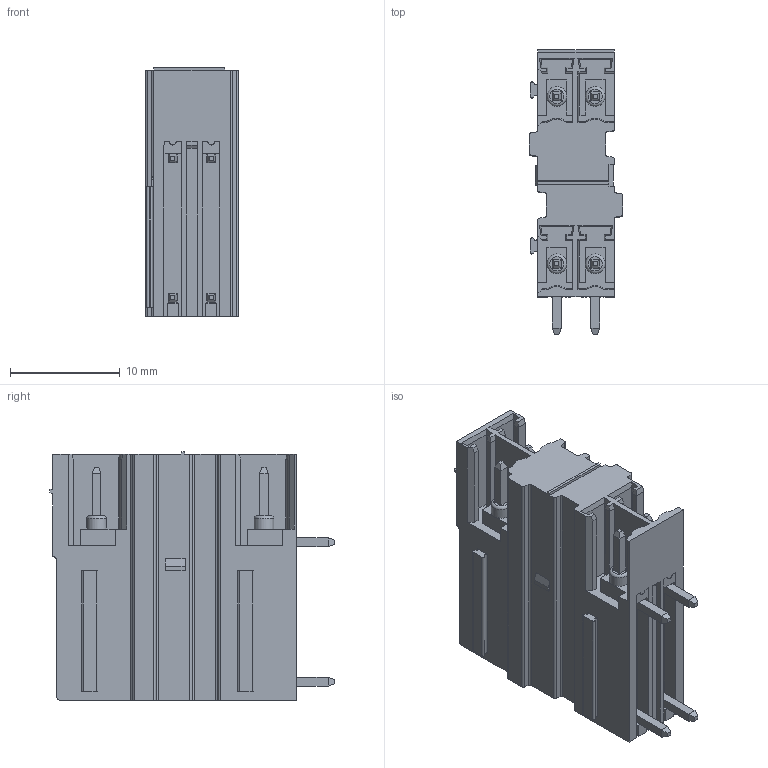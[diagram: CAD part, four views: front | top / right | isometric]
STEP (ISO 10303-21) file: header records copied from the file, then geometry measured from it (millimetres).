
FILE_DESCRIPTION(('STEP AP214'),'1');
FILE_NAME('PDV02-3,5-H-M.stp','2020-06-26T14:04:30',(' '),(' '),'Spatial InterOp 3D',' ',' ');
FILE_SCHEMA(('automotive_design'));
Length unit declared in the file: metre
Products named in the file (1): 1
Bounding box: 8.5 x 25.9 x 22.65 mm (x, y, z)
Volume: 2853.3 mm3; surface area: 2489.4 mm2
Topology: 1 solids, 1 shells, 384 faces, 1021 edges, 653 vertices
Faces by surface type: plane 323, cylinder 51, torus 5, cone 4, extrusion 1
Full cylindrical faces by diameter (mm): 1.8 x3
Entity records: 15738 total; most frequent: CARTESIAN_POINT 2136, ORIENTED_EDGE 2016, DIRECTION 1870, EDGE_CURVE 1008, VECTOR 880, LINE 879, VERTEX_POINT 648, STYLED_ITEM 587
